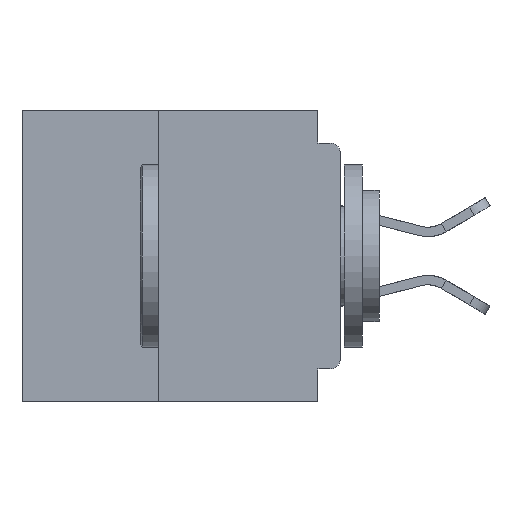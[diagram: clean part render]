
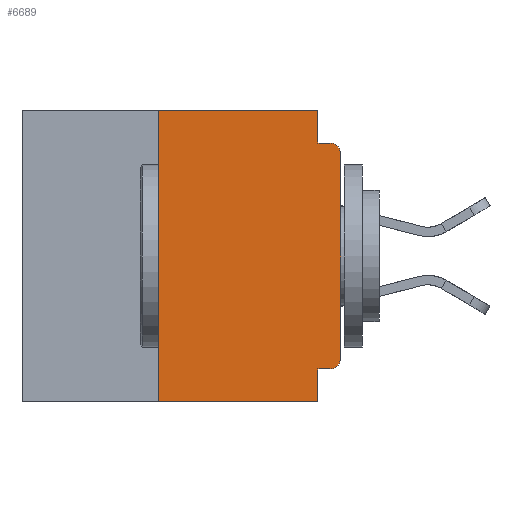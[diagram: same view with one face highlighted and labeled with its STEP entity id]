
A CAD part, left-side view. The second image highlights one B-rep face of the part: STEP entity #6689.
In plain terms, the highlighted planar face has unit normal (-1, 0, 0).
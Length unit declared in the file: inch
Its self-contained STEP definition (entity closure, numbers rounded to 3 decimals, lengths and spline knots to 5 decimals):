
#587 = VERTEX_POINT ( 'NONE', #23776 ) ;
#722 = DIRECTION ( 'NONE',  ( 0., 0., -1. ) ) ;
#886 = LINE ( 'NONE', #20041, #2023 ) ;
#981 = VECTOR ( 'NONE', #7248, 39.37008 ) ;
#1128 = EDGE_CURVE ( 'NONE', #12264, #587, #27497, .T. ) ;
#1383 = CARTESIAN_POINT ( 'NONE',  ( 0., 0., -0.06 ) ) ;
#2023 = VECTOR ( 'NONE', #44029, 39.37008 ) ;
#2108 = CARTESIAN_POINT ( 'NONE',  ( 0., 0.015, -0.34 ) ) ;
#2138 = LINE ( 'NONE', #13482, #37930 ) ;
#2866 = CARTESIAN_POINT ( 'NONE',  ( 0., 0.437, -0.4 ) ) ;
#2926 = DIRECTION ( 'NONE',  ( 0., -1., 0. ) ) ;
#4418 = CARTESIAN_POINT ( 'NONE',  ( 0., 0., -0.355 ) ) ;
#5310 = EDGE_CURVE ( 'NONE', #9300, #43799, #12001, .T. ) ;
#5462 = CARTESIAN_POINT ( 'NONE',  ( 0., 0., -0.045 ) ) ;
#5697 = DIRECTION ( 'NONE',  ( 0., 0., -1. ) ) ;
#5894 = FACE_OUTER_BOUND ( 'NONE', #13622, .T. ) ;
#6234 = EDGE_CURVE ( 'NONE', #22806, #33570, #27046, .T. ) ;
#6268 = CARTESIAN_POINT ( 'NONE',  ( 0., 0.25, -0.4 ) ) ;
#6689 = ADVANCED_FACE ( 'NONE', ( #5894 ), #7739, .F. ) ;
#7248 = DIRECTION ( 'NONE',  ( 0., 0., 1. ) ) ;
#7739 = PLANE ( 'NONE',  #23140 ) ;
#9213 = CARTESIAN_POINT ( 'NONE',  ( 0., 0.031, -0.4 ) ) ;
#9300 = VERTEX_POINT ( 'NONE', #27631 ) ;
#9528 = CARTESIAN_POINT ( 'NONE',  ( 0., 0.015, -0.045 ) ) ;
#9659 = CIRCLE ( 'NONE', #11535, 0.015 ) ;
#9714 = CARTESIAN_POINT ( 'NONE',  ( 0., 0.015, -0.06 ) ) ;
#10055 = VECTOR ( 'NONE', #25421, 39.37008 ) ;
#10953 = EDGE_CURVE ( 'NONE', #19391, #587, #26234, .T. ) ;
#11497 = LINE ( 'NONE', #24563, #981 ) ;
#11535 = AXIS2_PLACEMENT_3D ( 'NONE', #2108, #26498, #5697 ) ;
#11637 = ORIENTED_EDGE ( 'NONE', *, *, #10953, .F. ) ;
#12001 = LINE ( 'NONE', #38510, #29304 ) ;
#12264 = VERTEX_POINT ( 'NONE', #6268 ) ;
#13047 = ORIENTED_EDGE ( 'NONE', *, *, #17890, .T. ) ;
#13212 = DIRECTION ( 'NONE',  ( 0., 0., -1. ) ) ;
#13482 = CARTESIAN_POINT ( 'NONE',  ( 0., 0.031, 0. ) ) ;
#13558 = CARTESIAN_POINT ( 'NONE',  ( 0., 0.015, -0.355 ) ) ;
#13622 = EDGE_LOOP ( 'NONE', ( #20536, #13047, #22081, #42510, #35232, #35799, #27851, #11637, #44219, #33771 ) ) ;
#14008 = CARTESIAN_POINT ( 'NONE',  ( 0., 0.031, 0. ) ) ;
#14474 = DIRECTION ( 'NONE',  ( 0., -1., 0. ) ) ;
#15328 = EDGE_CURVE ( 'NONE', #12264, #9300, #886, .T. ) ;
#15424 = VERTEX_POINT ( 'NONE', #44591 ) ;
#17837 = VECTOR ( 'NONE', #36641, 39.37008 ) ;
#17890 = EDGE_CURVE ( 'NONE', #30780, #33570, #30155, .T. ) ;
#18172 = CARTESIAN_POINT ( 'NONE',  ( 0., 0.437, 0. ) ) ;
#19219 = CARTESIAN_POINT ( 'NONE',  ( 0., 0.031, -0.045 ) ) ;
#19245 = LINE ( 'NONE', #4418, #10055 ) ;
#19391 = VERTEX_POINT ( 'NONE', #42211 ) ;
#20041 = CARTESIAN_POINT ( 'NONE',  ( 0., 0.25, -0.4 ) ) ;
#20536 = ORIENTED_EDGE ( 'NONE', *, *, #31205, .T. ) ;
#21679 = DIRECTION ( 'NONE',  ( 1., 0., 0. ) ) ;
#22081 = ORIENTED_EDGE ( 'NONE', *, *, #6234, .F. ) ;
#22806 = VERTEX_POINT ( 'NONE', #19219 ) ;
#23140 = AXIS2_PLACEMENT_3D ( 'NONE', #18172, #21679, #722 ) ;
#23776 = CARTESIAN_POINT ( 'NONE',  ( 0., 0.031, -0.4 ) ) ;
#24563 = CARTESIAN_POINT ( 'NONE',  ( 0., 0., 0. ) ) ;
#25421 = DIRECTION ( 'NONE',  ( 0., 1., 0. ) ) ;
#26234 = LINE ( 'NONE', #9213, #43331 ) ;
#26498 = DIRECTION ( 'NONE',  ( -1., 0., 0. ) ) ;
#27046 = LINE ( 'NONE', #5462, #17837 ) ;
#27497 = LINE ( 'NONE', #2866, #44588 ) ;
#27631 = CARTESIAN_POINT ( 'NONE',  ( 0., 0.25, 0. ) ) ;
#27851 = ORIENTED_EDGE ( 'NONE', *, *, #1128, .T. ) ;
#29304 = VECTOR ( 'NONE', #14474, 39.37008 ) ;
#30155 = CIRCLE ( 'NONE', #30397, 0.015 ) ;
#30397 = AXIS2_PLACEMENT_3D ( 'NONE', #9714, #33902, #13212 ) ;
#30780 = VERTEX_POINT ( 'NONE', #1383 ) ;
#31205 = EDGE_CURVE ( 'NONE', #15424, #30780, #11497, .T. ) ;
#33570 = VERTEX_POINT ( 'NONE', #9528 ) ;
#33687 = EDGE_CURVE ( 'NONE', #43799, #22806, #2138, .T. ) ;
#33771 = ORIENTED_EDGE ( 'NONE', *, *, #40877, .T. ) ;
#33902 = DIRECTION ( 'NONE',  ( -1., 0., 0. ) ) ;
#35232 = ORIENTED_EDGE ( 'NONE', *, *, #5310, .F. ) ;
#35799 = ORIENTED_EDGE ( 'NONE', *, *, #15328, .F. ) ;
#36641 = DIRECTION ( 'NONE',  ( 0., -1., 0. ) ) ;
#36827 = DIRECTION ( 'NONE',  ( 0., 0., -1. ) ) ;
#37930 = VECTOR ( 'NONE', #44379, 39.37008 ) ;
#38510 = CARTESIAN_POINT ( 'NONE',  ( 0., 0.437, 0. ) ) ;
#39148 = VERTEX_POINT ( 'NONE', #13558 ) ;
#40877 = EDGE_CURVE ( 'NONE', #39148, #15424, #9659, .T. ) ;
#42211 = CARTESIAN_POINT ( 'NONE',  ( 0., 0.031, -0.355 ) ) ;
#42510 = ORIENTED_EDGE ( 'NONE', *, *, #33687, .F. ) ;
#43112 = EDGE_CURVE ( 'NONE', #39148, #19391, #19245, .T. ) ;
#43331 = VECTOR ( 'NONE', #36827, 39.37008 ) ;
#43799 = VERTEX_POINT ( 'NONE', #14008 ) ;
#44029 = DIRECTION ( 'NONE',  ( 0., 0., 1. ) ) ;
#44219 = ORIENTED_EDGE ( 'NONE', *, *, #43112, .F. ) ;
#44379 = DIRECTION ( 'NONE',  ( 0., 0., -1. ) ) ;
#44588 = VECTOR ( 'NONE', #2926, 39.37008 ) ;
#44591 = CARTESIAN_POINT ( 'NONE',  ( 0., 0., -0.34 ) ) ;
